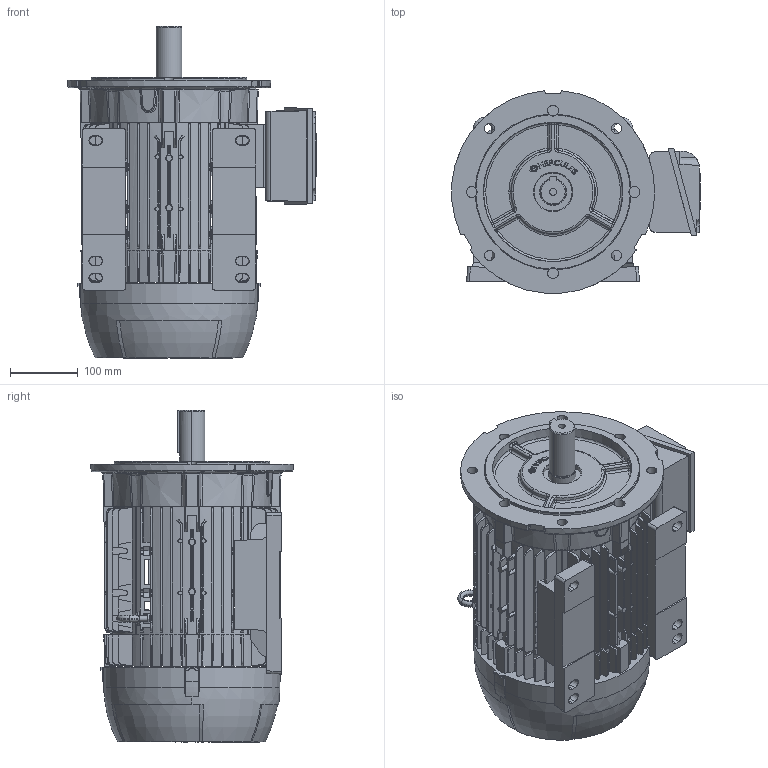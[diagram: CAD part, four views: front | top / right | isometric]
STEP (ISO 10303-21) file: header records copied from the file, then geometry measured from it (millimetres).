
FILE_DESCRIPTION (( 'STEP AP203' ), '1' );
FILE_NAME ('132ML_CP_FF_LEFT.STEP', '2022-07-27T12:29:07', ( '' ), ( '' ), 'SwSTEP 2.0', 'SolidWorks 2020', '' );
FILE_SCHEMA (( 'CONFIG_CONTROL_DESIGN' ));
Products named in the file (1): 132ML_CP_FF_LEFT
Bounding box: 366.56 x 298.63 x 490 mm (x, y, z)
Surface area: 1029130.7 mm2 (no closed solid volume)
Topology: 0 solids, 20 shells, 2110 faces, 6372 edges, 4256 vertices
Faces by surface type: plane 1150, cone 367, bspline 281, cylinder 187, torus 111, sphere 14
Entity records: 83844 total; most frequent: CARTESIAN_POINT 31610, ORIENTED_EDGE 11518, DIRECTION 9312, EDGE_CURVE 6353, VERTEX_POINT 4256, AXIS2_PLACEMENT_3D 3109, VECTOR 3094, LINE 3094
